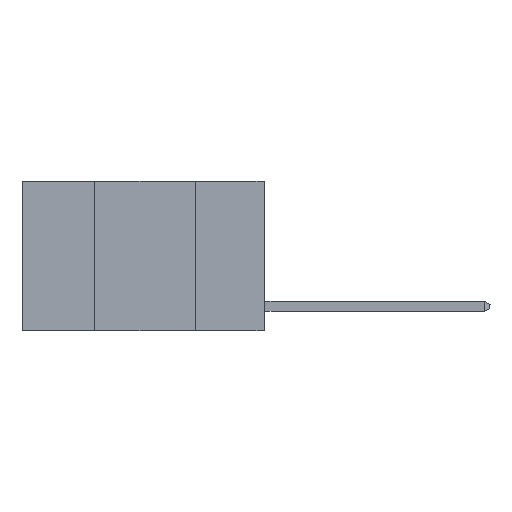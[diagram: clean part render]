
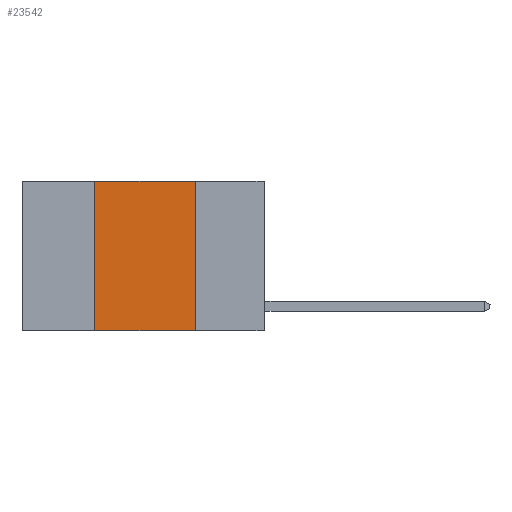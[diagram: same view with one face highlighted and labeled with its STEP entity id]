
A CAD part, left-side view. The second image highlights one B-rep face of the part: STEP entity #23542.
In plain terms, the highlighted planar face has unit normal (-1, 0, 0).
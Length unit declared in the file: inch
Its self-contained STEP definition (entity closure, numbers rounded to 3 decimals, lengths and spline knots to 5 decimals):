
#664 = CARTESIAN_POINT ( 'NONE',  ( 0., 0.6, -0.37 ) ) ;
#978 = VECTOR ( 'NONE', #8312, 39.37008 ) ;
#1315 = EDGE_CURVE ( 'NONE', #26968, #11058, #8433, .T. ) ;
#1492 = EDGE_CURVE ( 'NONE', #16088, #7608, #28812, .T. ) ;
#1603 = CARTESIAN_POINT ( 'NONE',  ( 0., 0.6, 0. ) ) ;
#2525 = DIRECTION ( 'NONE',  ( 0., -1., 0. ) ) ;
#2821 = CARTESIAN_POINT ( 'NONE',  ( 0., 0.17, 0. ) ) ;
#2823 = ORIENTED_EDGE ( 'NONE', *, *, #1315, .F. ) ;
#3107 = DIRECTION ( 'NONE',  ( 0., -1., 0. ) ) ;
#3282 = ORIENTED_EDGE ( 'NONE', *, *, #28302, .F. ) ;
#4689 = FACE_OUTER_BOUND ( 'NONE', #28443, .T. ) ;
#6009 = CARTESIAN_POINT ( 'NONE',  ( 0., 0.17, 0. ) ) ;
#6184 = DIRECTION ( 'NONE',  ( 0., 0., -1. ) ) ;
#6670 = VECTOR ( 'NONE', #2525, 39.37008 ) ;
#6700 = CARTESIAN_POINT ( 'NONE',  ( 0., 0.42, -0.37 ) ) ;
#6792 = CARTESIAN_POINT ( 'NONE',  ( 0., 0.17, -0.37 ) ) ;
#6896 = CARTESIAN_POINT ( 'NONE',  ( 0., 0.6, 0. ) ) ;
#7608 = VERTEX_POINT ( 'NONE', #6792 ) ;
#8312 = DIRECTION ( 'NONE',  ( 0., 0., -1. ) ) ;
#8433 = LINE ( 'NONE', #6896, #6670 ) ;
#9141 = CARTESIAN_POINT ( 'NONE',  ( 0., 0.42, 0. ) ) ;
#9199 = EDGE_CURVE ( 'NONE', #16088, #26968, #13759, .T. ) ;
#10698 = PLANE ( 'NONE',  #23683 ) ;
#10898 = ORIENTED_EDGE ( 'NONE', *, *, #1492, .T. ) ;
#11058 = VERTEX_POINT ( 'NONE', #2821 ) ;
#13759 = LINE ( 'NONE', #9141, #16704 ) ;
#14023 = LINE ( 'NONE', #6009, #978 ) ;
#16088 = VERTEX_POINT ( 'NONE', #6700 ) ;
#16704 = VECTOR ( 'NONE', #18522, 39.37008 ) ;
#18522 = DIRECTION ( 'NONE',  ( 0., 0., 1. ) ) ;
#21610 = CARTESIAN_POINT ( 'NONE',  ( 0., 0.42, 0. ) ) ;
#23542 = ADVANCED_FACE ( 'NONE', ( #4689 ), #10698, .F. ) ;
#23683 = AXIS2_PLACEMENT_3D ( 'NONE', #1603, #27032, #6184 ) ;
#24486 = VECTOR ( 'NONE', #3107, 39.37008 ) ;
#26968 = VERTEX_POINT ( 'NONE', #21610 ) ;
#27032 = DIRECTION ( 'NONE',  ( 1., 0., 0. ) ) ;
#28058 = ORIENTED_EDGE ( 'NONE', *, *, #9199, .F. ) ;
#28302 = EDGE_CURVE ( 'NONE', #11058, #7608, #14023, .T. ) ;
#28443 = EDGE_LOOP ( 'NONE', ( #3282, #2823, #28058, #10898 ) ) ;
#28812 = LINE ( 'NONE', #664, #24486 ) ;
